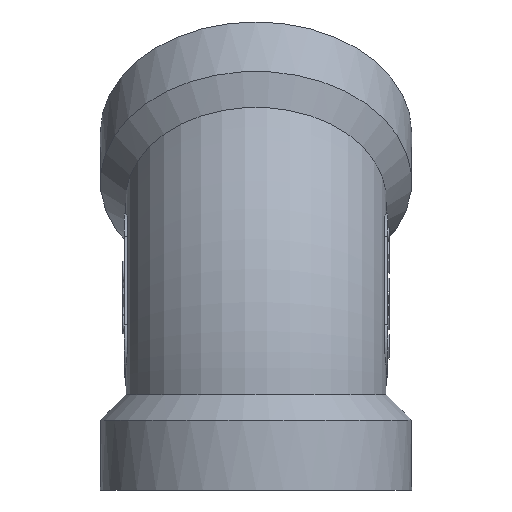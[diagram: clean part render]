
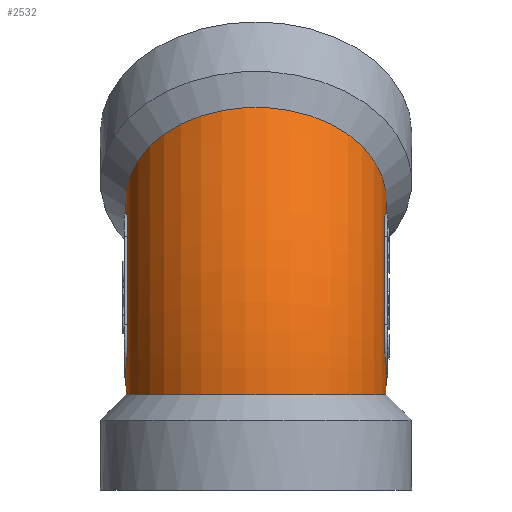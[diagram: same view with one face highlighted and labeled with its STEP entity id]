
A CAD part, left-side view. The second image highlights one B-rep face of the part: STEP entity #2532.
In plain terms, the highlighted toroidal (fillet/blend) face has major radius 43.456 mm and minor radius 20.5 mm.
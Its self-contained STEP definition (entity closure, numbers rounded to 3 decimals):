
#75=TOROIDAL_SURFACE('',#2698,43.456,20.5);
#81=CIRCLE('',#2699,46.648);
#82=CIRCLE('',#2700,40.264);
#83=CIRCLE('',#2701,23.049);
#84=CIRCLE('',#2702,20.5);
#85=CIRCLE('',#2703,23.049);
#86=CIRCLE('',#2704,20.5);
#87=CIRCLE('',#2705,46.648);
#88=CIRCLE('',#2706,40.264);
#646=ORIENTED_EDGE('',*,*,#1398,.F.);
#647=ORIENTED_EDGE('',*,*,#1399,.F.);
#648=ORIENTED_EDGE('',*,*,#1400,.F.);
#649=ORIENTED_EDGE('',*,*,#1401,.F.);
#650=ORIENTED_EDGE('',*,*,#1402,.T.);
#651=ORIENTED_EDGE('',*,*,#1403,.T.);
#652=ORIENTED_EDGE('',*,*,#1404,.T.);
#653=ORIENTED_EDGE('',*,*,#1405,.T.);
#654=ORIENTED_EDGE('',*,*,#1406,.T.);
#655=ORIENTED_EDGE('',*,*,#1407,.T.);
#656=ORIENTED_EDGE('',*,*,#1408,.F.);
#657=ORIENTED_EDGE('',*,*,#1409,.T.);
#658=ORIENTED_EDGE('',*,*,#1410,.F.);
#659=ORIENTED_EDGE('',*,*,#1411,.F.);
#660=ORIENTED_EDGE('',*,*,#1412,.F.);
#661=ORIENTED_EDGE('',*,*,#1413,.F.);
#1398=EDGE_CURVE('',#1774,#1775,#81,.T.);
#1399=EDGE_CURVE('',#1776,#1774,#2009,.T.);
#1400=EDGE_CURVE('',#1777,#1776,#82,.T.);
#1401=EDGE_CURVE('',#1775,#1777,#2010,.T.);
#1402=EDGE_CURVE('',#1778,#1779,#83,.T.);
#1403=EDGE_CURVE('',#1779,#1780,#2011,.T.);
#1404=EDGE_CURVE('',#1780,#1781,#84,.F.);
#1405=EDGE_CURVE('',#1781,#1782,#2012,.T.);
#1406=EDGE_CURVE('',#1782,#1783,#85,.T.);
#1407=EDGE_CURVE('',#1783,#1784,#2013,.T.);
#1408=EDGE_CURVE('',#1785,#1784,#86,.F.);
#1409=EDGE_CURVE('',#1785,#1778,#2014,.T.);
#1410=EDGE_CURVE('',#1786,#1787,#87,.T.);
#1411=EDGE_CURVE('',#1788,#1786,#2015,.T.);
#1412=EDGE_CURVE('',#1789,#1788,#88,.T.);
#1413=EDGE_CURVE('',#1787,#1789,#2016,.T.);
#1774=VERTEX_POINT('',#3600);
#1775=VERTEX_POINT('',#3601);
#1776=VERTEX_POINT('',#3607);
#1777=VERTEX_POINT('',#3609);
#1778=VERTEX_POINT('',#3616);
#1779=VERTEX_POINT('',#3617);
#1780=VERTEX_POINT('',#3622);
#1781=VERTEX_POINT('',#3624);
#1782=VERTEX_POINT('',#3629);
#1783=VERTEX_POINT('',#3631);
#1784=VERTEX_POINT('',#3636);
#1785=VERTEX_POINT('',#3638);
#1786=VERTEX_POINT('',#3644);
#1787=VERTEX_POINT('',#3645);
#1788=VERTEX_POINT('',#3651);
#1789=VERTEX_POINT('',#3653);
#2009=B_SPLINE_CURVE_WITH_KNOTS('',3,(#3602,#3603,#3604,#3605,#3606),
 .UNSPECIFIED.,.F.,.F.,(4,1,4),(0.,0.004,
0.008),.UNSPECIFIED.);
#2010=B_SPLINE_CURVE_WITH_KNOTS('',3,(#3610,#3611,#3612,#3613,#3614),
 .UNSPECIFIED.,.F.,.F.,(4,1,4),(0.,0.004,
0.008),.UNSPECIFIED.);
#2011=B_SPLINE_CURVE_WITH_KNOTS('',3,(#3618,#3619,#3620,#3621),
 .UNSPECIFIED.,.F.,.F.,(4,4),(0.,0.),
 .UNSPECIFIED.);
#2012=B_SPLINE_CURVE_WITH_KNOTS('',3,(#3625,#3626,#3627,#3628),
 .UNSPECIFIED.,.F.,.F.,(4,4),(0.,0.),.UNSPECIFIED.);
#2013=B_SPLINE_CURVE_WITH_KNOTS('',3,(#3632,#3633,#3634,#3635),
 .UNSPECIFIED.,.F.,.F.,(4,4),(0.,0.),
 .UNSPECIFIED.);
#2014=B_SPLINE_CURVE_WITH_KNOTS('',3,(#3639,#3640,#3641,#3642),
 .UNSPECIFIED.,.F.,.F.,(4,4),(0.,0.),
 .UNSPECIFIED.);
#2015=B_SPLINE_CURVE_WITH_KNOTS('',3,(#3646,#3647,#3648,#3649,#3650),
 .UNSPECIFIED.,.F.,.F.,(4,1,4),(0.,0.004,
0.008),.UNSPECIFIED.);
#2016=B_SPLINE_CURVE_WITH_KNOTS('',3,(#3654,#3655,#3656,#3657,#3658),
 .UNSPECIFIED.,.F.,.F.,(4,1,4),(0.,0.004,
0.008),.UNSPECIFIED.);
#2081=EDGE_LOOP('',(#646,#647,#648,#649));
#2082=EDGE_LOOP('',(#650,#651,#652,#653,#654,#655,#656,#657));
#2083=EDGE_LOOP('',(#658,#659,#660,#661));
#2257=FACE_BOUND('',#2081,.T.);
#2258=FACE_BOUND('',#2082,.T.);
#2259=FACE_BOUND('',#2083,.T.);
#2532=ADVANCED_FACE('',(#2257,#2258,#2259),#75,.T.);
#2698=AXIS2_PLACEMENT_3D('',#3598,#2880,#2881);
#2699=AXIS2_PLACEMENT_3D('',#3599,#2882,#2883);
#2700=AXIS2_PLACEMENT_3D('',#3608,#2884,#2885);
#2701=AXIS2_PLACEMENT_3D('',#3615,#2886,#2887);
#2702=AXIS2_PLACEMENT_3D('',#3623,#2888,#2889);
#2703=AXIS2_PLACEMENT_3D('',#3630,#2890,#2891);
#2704=AXIS2_PLACEMENT_3D('',#3637,#2892,#2893);
#2705=AXIS2_PLACEMENT_3D('',#3643,#2894,#2895);
#2706=AXIS2_PLACEMENT_3D('',#3652,#2896,#2897);
#2880=DIRECTION('',(0.,-1.,0.));
#2881=DIRECTION('',(0.,0.,-1.));
#2882=DIRECTION('',(0.,-1.,0.));
#2883=DIRECTION('',(0.,0.,-1.));
#2884=DIRECTION('',(0.,1.,0.));
#2885=DIRECTION('',(0.,0.,1.));
#2886=DIRECTION('',(0.,-1.,0.));
#2887=DIRECTION('',(0.,0.,-1.));
#2888=DIRECTION('',(0.,0.,-1.));
#2889=DIRECTION('',(1.,0.,0.));
#2890=DIRECTION('',(0.,1.,0.));
#2891=DIRECTION('',(0.,0.,1.));
#2892=DIRECTION('',(-0.707,0.,-0.707));
#2893=DIRECTION('',(0.707,0.,-0.707));
#2894=DIRECTION('',(0.,1.,0.));
#2895=DIRECTION('',(0.,0.,1.));
#2896=DIRECTION('',(0.,-1.,0.));
#2897=DIRECTION('',(0.,0.,-1.));
#3598=CARTESIAN_POINT('',(10.456,0.,15.));
#3599=CARTESIAN_POINT('',(10.456,-20.25,15.));
#3600=CARTESIAN_POINT('',(-26.875,-20.25,42.972));
#3601=CARTESIAN_POINT('',(-35.72,-20.25,21.618));
#3602=CARTESIAN_POINT('',(-19.85,-20.25,41.509));
#3603=CARTESIAN_POINT('',(-20.7,-20.45,42.468));
#3604=CARTESIAN_POINT('',(-23.03,-20.588,43.817));
#3605=CARTESIAN_POINT('',(-25.703,-20.346,43.517));
#3606=CARTESIAN_POINT('',(-26.875,-20.25,42.972));
#3607=CARTESIAN_POINT('',(-19.85,-20.25,41.509));
#3608=CARTESIAN_POINT('',(10.456,-20.25,15.));
#3609=CARTESIAN_POINT('',(-29.719,-20.25,17.685));
#3610=CARTESIAN_POINT('',(-35.72,-20.25,21.618));
#3611=CARTESIAN_POINT('',(-35.277,-20.346,20.403));
#3612=CARTESIAN_POINT('',(-33.609,-20.588,18.308));
#3613=CARTESIAN_POINT('',(-30.998,-20.45,17.607));
#3614=CARTESIAN_POINT('',(-29.719,-20.25,17.685));
#3615=CARTESIAN_POINT('',(10.456,1.952,15.));
#3616=CARTESIAN_POINT('',(-5.842,1.952,31.298));
#3617=CARTESIAN_POINT('',(-12.593,1.952,15.));
#3618=CARTESIAN_POINT('',(-12.593,1.952,15.));
#3619=CARTESIAN_POINT('',(-12.594,1.957,15.));
#3620=CARTESIAN_POINT('',(-12.594,1.962,15.));
#3621=CARTESIAN_POINT('',(-12.594,1.966,15.));
#3622=CARTESIAN_POINT('',(-12.594,1.966,15.));
#3623=CARTESIAN_POINT('',(-33.,0.,15.));
#3624=CARTESIAN_POINT('',(-12.594,-1.966,15.));
#3625=CARTESIAN_POINT('',(-12.594,-1.966,15.));
#3626=CARTESIAN_POINT('',(-12.594,-1.962,15.));
#3627=CARTESIAN_POINT('',(-12.594,-1.957,15.));
#3628=CARTESIAN_POINT('',(-12.593,-1.952,15.));
#3629=CARTESIAN_POINT('',(-12.593,-1.952,15.));
#3630=CARTESIAN_POINT('',(10.456,-1.952,15.));
#3631=CARTESIAN_POINT('',(-5.842,-1.952,31.298));
#3632=CARTESIAN_POINT('',(-5.842,-1.952,31.298));
#3633=CARTESIAN_POINT('',(-5.843,-1.957,31.298));
#3634=CARTESIAN_POINT('',(-5.843,-1.962,31.299));
#3635=CARTESIAN_POINT('',(-5.843,-1.966,31.299));
#3636=CARTESIAN_POINT('',(-5.843,-1.966,31.299));
#3637=CARTESIAN_POINT('',(-20.272,0.,45.728));
#3638=CARTESIAN_POINT('',(-5.843,1.966,31.299));
#3639=CARTESIAN_POINT('',(-5.843,1.966,31.299));
#3640=CARTESIAN_POINT('',(-5.843,1.962,31.299));
#3641=CARTESIAN_POINT('',(-5.843,1.957,31.298));
#3642=CARTESIAN_POINT('',(-5.842,1.952,31.298));
#3643=CARTESIAN_POINT('',(10.456,20.25,15.));
#3644=CARTESIAN_POINT('',(-35.72,20.25,21.618));
#3645=CARTESIAN_POINT('',(-26.875,20.25,42.972));
#3646=CARTESIAN_POINT('',(-29.719,20.25,17.685));
#3647=CARTESIAN_POINT('',(-30.998,20.45,17.607));
#3648=CARTESIAN_POINT('',(-33.599,20.588,18.301));
#3649=CARTESIAN_POINT('',(-35.277,20.346,20.403));
#3650=CARTESIAN_POINT('',(-35.72,20.25,21.618));
#3651=CARTESIAN_POINT('',(-29.719,20.25,17.685));
#3652=CARTESIAN_POINT('',(10.456,20.25,15.));
#3653=CARTESIAN_POINT('',(-19.85,20.25,41.509));
#3654=CARTESIAN_POINT('',(-26.875,20.25,42.972));
#3655=CARTESIAN_POINT('',(-25.702,20.346,43.517));
#3656=CARTESIAN_POINT('',(-23.042,20.588,43.82));
#3657=CARTESIAN_POINT('',(-20.7,20.45,42.469));
#3658=CARTESIAN_POINT('',(-19.85,20.25,41.509));
